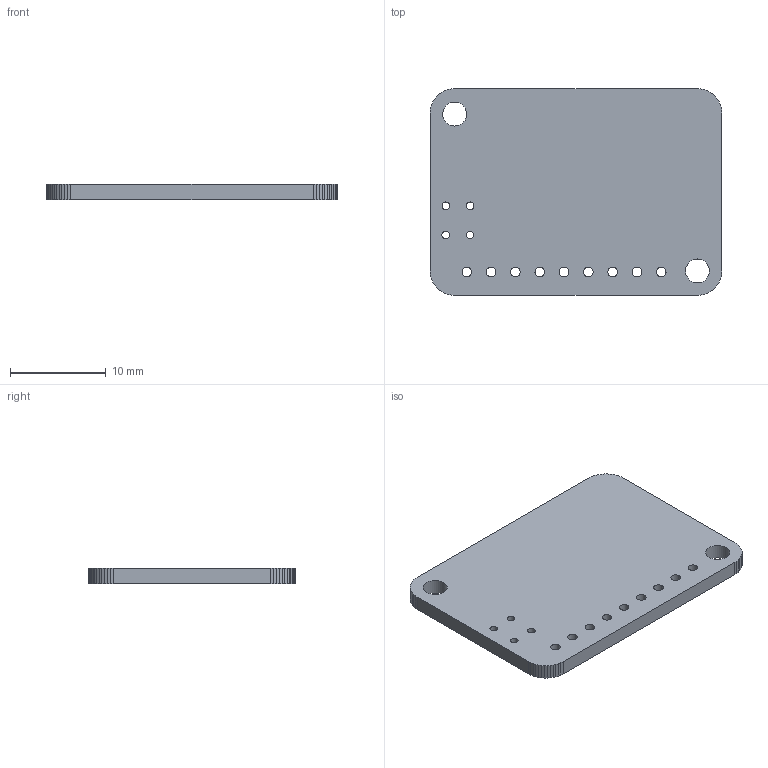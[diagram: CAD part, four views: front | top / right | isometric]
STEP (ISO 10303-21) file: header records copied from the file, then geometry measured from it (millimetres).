
FILE_DESCRIPTION(('KiCad electronic assembly'),'2;1');
FILE_NAME('BoB.step','2022-12-11T20:28:51',('Pcbnew'),('Kicad'), 'Open CASCADE STEP processor 7.5','KiCad to STEP converter','Unknown' );
FILE_SCHEMA(('AUTOMOTIVE_DESIGN { 1 0 10303 214 1 1 1 1 }'));
Length unit declared in the file: millimetre
Products named in the file (2): BoB 1; PCB
Assembly tree (1 placements, depth 2):
  BoB 1
    PCB
Bounding box: 30.48 x 21.59 x 1.58 mm (x, y, z)
Volume: 1001.1 mm3; surface area: 1510.2 mm2
Topology: 1 solids, 1 shells, 73 faces, 213 edges, 142 vertices
Faces by surface type: plane 58, cylinder 15
Full cylindrical faces by diameter (mm): 0.8 x4, 1 x9, 2.5 x2
Entity records: 5363 total; most frequent: CARTESIAN_POINT 1036, DIRECTION 789, LINE 579, VECTOR 579, ORIENTED_EDGE 426, PCURVE 426, DEFINITIONAL_REPRESENTATION 426, EDGE_CURVE 213
